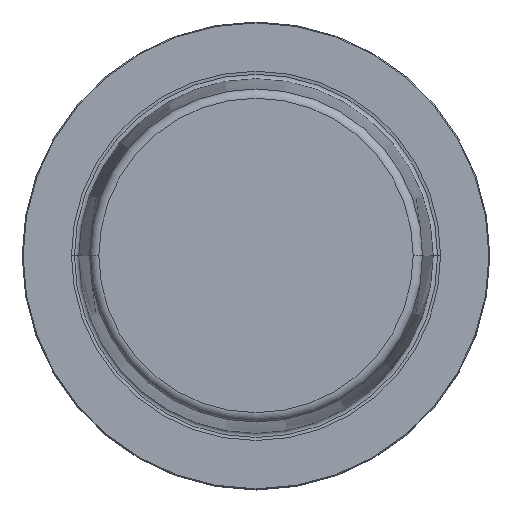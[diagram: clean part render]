
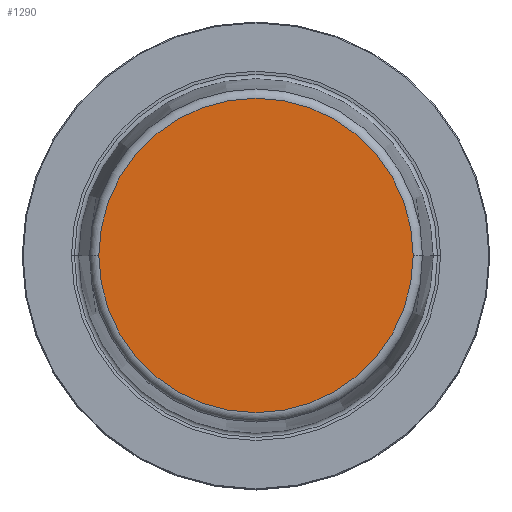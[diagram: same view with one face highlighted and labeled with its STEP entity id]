
A CAD part, top view. The second image highlights one B-rep face of the part: STEP entity #1290.
In plain terms, the highlighted planar face has unit normal (0, 0, 1).
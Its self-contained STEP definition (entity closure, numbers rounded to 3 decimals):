
#331=CARTESIAN_POINT('',(0.,0.,49.9));
#332=DIRECTION('',(0.,0.,1.));
#333=DIRECTION('',(1.,0.,0.));
#334=AXIS2_PLACEMENT_3D('',#331,#332,#333);
#339=CARTESIAN_POINT('',(0.,0.,49.9));
#340=DIRECTION('',(0.,0.,-1.));
#341=DIRECTION('',(1.,0.,0.));
#342=AXIS2_PLACEMENT_3D('',#339,#340,#341);
#903=CARTESIAN_POINT('',(33.605,0.,49.9));
#904=VERTEX_POINT('',#903);
#919=CARTESIAN_POINT('',(-33.605,0.,49.9));
#920=VERTEX_POINT('',#919);
#1281=CARTESIAN_POINT('',(0.,0.,49.9));
#1282=DIRECTION('',(0.,0.,-1.));
#1283=DIRECTION('',(-1.,0.,0.));
#1284=AXIS2_PLACEMENT_3D('',#1281,#1282,#1283);
#1285=PLANE('',#1284);
#1286=ORIENTED_EDGE('',*,*,#1274,.F.);
#1287=ORIENTED_EDGE('',*,*,#1263,.T.);
#1288=EDGE_LOOP('',(#1286,#1287));
#1289=FACE_OUTER_BOUND('',#1288,.F.);
#335=CIRCLE('',#334,33.605);
#343=CIRCLE('',#342,33.605);
#1263=EDGE_CURVE('',#904,#920,#343,.T.);
#1274=EDGE_CURVE('',#904,#920,#335,.T.);
#1290=ADVANCED_FACE('',(#1289),#1285,.F.);
